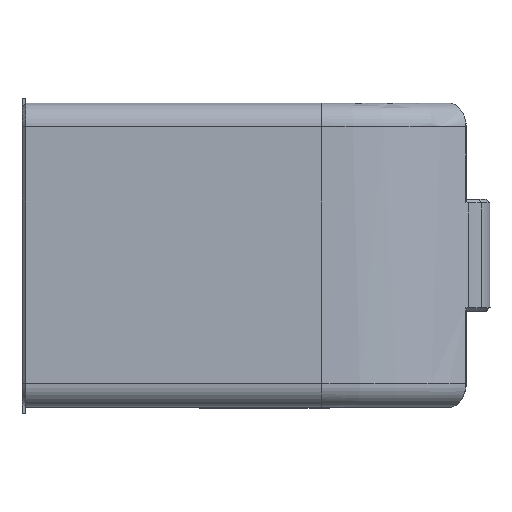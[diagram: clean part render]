
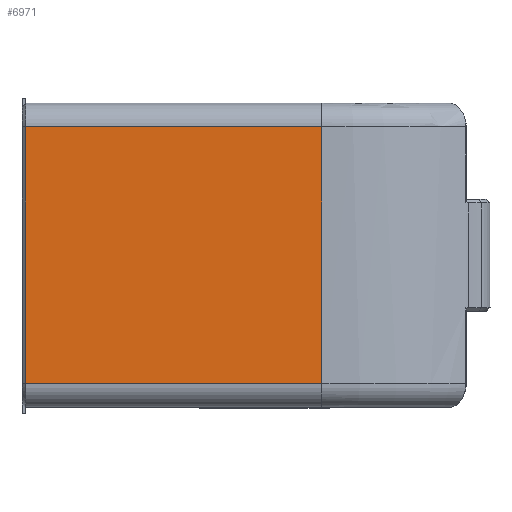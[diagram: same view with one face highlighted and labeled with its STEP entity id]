
A CAD part, top view. The second image highlights one B-rep face of the part: STEP entity #6971.
In plain terms, the highlighted planar face has unit normal (0, 0, 1).
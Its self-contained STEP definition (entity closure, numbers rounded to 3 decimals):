
#93 = LINE ( 'NONE', #10969, #3319 ) ;
#113 = CARTESIAN_POINT ( 'NONE',  ( -64.237, -26.343, 77.183 ) ) ;
#566 = PLANE ( 'NONE',  #5520 ) ;
#2159 = DIRECTION ( 'NONE',  ( 0., -1., 0. ) ) ;
#2668 = DIRECTION ( 'NONE',  ( -1., 0., 0. ) ) ;
#2871 = VECTOR ( 'NONE', #11385, 1000. ) ;
#3319 = VECTOR ( 'NONE', #4586, 1000. ) ;
#3351 = LINE ( 'NONE', #6123, #2871 ) ;
#3678 = ORIENTED_EDGE ( 'NONE', *, *, #5687, .T. ) ;
#3725 = ORIENTED_EDGE ( 'NONE', *, *, #5972, .T. ) ;
#4073 = DIRECTION ( 'NONE',  ( 1., 0., 0. ) ) ;
#4136 = CARTESIAN_POINT ( 'NONE',  ( -31.548, -40.843, 77.183 ) ) ;
#4586 = DIRECTION ( 'NONE',  ( 0., -1., 0. ) ) ;
#4751 = EDGE_CURVE ( 'NONE', #8191, #5996, #93, .T. ) ;
#5067 = LINE ( 'NONE', #5184, #7848 ) ;
#5184 = CARTESIAN_POINT ( 'NONE',  ( -31.548, -53.343, 77.183 ) ) ;
#5520 = AXIS2_PLACEMENT_3D ( 'NONE', #4136, #11227, #2159 ) ;
#5687 = EDGE_CURVE ( 'NONE', #5729, #8191, #7951, .T. ) ;
#5715 = ORIENTED_EDGE ( 'NONE', *, *, #4751, .T. ) ;
#5729 = VERTEX_POINT ( 'NONE', #6370 ) ;
#5864 = EDGE_LOOP ( 'NONE', ( #3678, #5715, #9966, #3725 ) ) ;
#5972 = EDGE_CURVE ( 'NONE', #6679, #5729, #3351, .T. ) ;
#5996 = VERTEX_POINT ( 'NONE', #6834 ) ;
#6123 = CARTESIAN_POINT ( 'NONE',  ( -32.691, -56.443, 77.183 ) ) ;
#6302 = CARTESIAN_POINT ( 'NONE',  ( -32.691, -53.343, 77.183 ) ) ;
#6370 = CARTESIAN_POINT ( 'NONE',  ( -32.691, -26.343, 77.183 ) ) ;
#6679 = VERTEX_POINT ( 'NONE', #6302 ) ;
#6783 = VECTOR ( 'NONE', #2668, 1000. ) ;
#6834 = CARTESIAN_POINT ( 'NONE',  ( -63.837, -53.343, 77.183 ) ) ;
#6971 = ADVANCED_FACE ( 'NONE', ( #10198 ), #566, .F. ) ;
#7848 = VECTOR ( 'NONE', #4073, 1000. ) ;
#7951 = LINE ( 'NONE', #113, #6783 ) ;
#8191 = VERTEX_POINT ( 'NONE', #8734 ) ;
#8734 = CARTESIAN_POINT ( 'NONE',  ( -63.837, -26.343, 77.183 ) ) ;
#9966 = ORIENTED_EDGE ( 'NONE', *, *, #10818, .T. ) ;
#10198 = FACE_OUTER_BOUND ( 'NONE', #5864, .T. ) ;
#10818 = EDGE_CURVE ( 'NONE', #5996, #6679, #5067, .T. ) ;
#10969 = CARTESIAN_POINT ( 'NONE',  ( -63.837, -53.343, 77.183 ) ) ;
#11227 = DIRECTION ( 'NONE',  ( 0., 0., -1. ) ) ;
#11385 = DIRECTION ( 'NONE',  ( 0., 1., 0. ) ) ;
